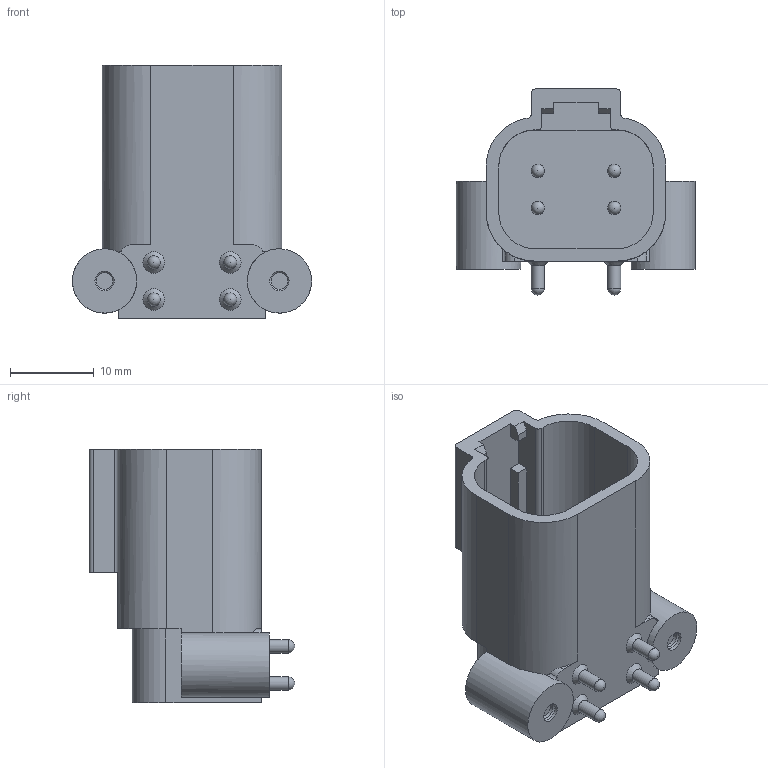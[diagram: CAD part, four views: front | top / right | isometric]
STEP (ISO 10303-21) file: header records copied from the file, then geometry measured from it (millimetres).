
FILE_DESCRIPTION(/* description */ ('STEP AP214'),/* implementation_level */ '2;1');
FILE_NAME(/* name */ 'ATF13-4P-BM11',/* time_stamp */ '2025-08-21T03:28:10+02:00',/* author */ ('License CC BY-ND 4.0'),/* organization */ ('CADENAS'),/* preprocessor_version */ 'ST-DEVELOPER v19.3',/* originating_system */ 'PARTsolutions',/* authorisation */ ' ');
FILE_SCHEMA (('AUTOMOTIVE_DESIGN {1 0 10303 214 3 1 1}'));
Length unit declared in the file: millimetre
Products named in the file (1): ATF13-4P-BM11
Bounding box: 28.49 x 24.5 x 30.2 mm (x, y, z)
Volume: 5724.8 mm3; surface area: 4560.5 mm2
Topology: 1 solids, 1 shells, 93 faces, 252 edges, 164 vertices
Faces by surface type: plane 45, cylinder 34, sphere 8, cone 6
Full cylindrical faces by diameter (mm): 1.57 x8, 1.96 x2, 2.3 x2, 7.66 x2
Entity records: 3340 total; most frequent: CARTESIAN_POINT 474, DIRECTION 464, ORIENTED_EDGE 420, EDGE_CURVE 210, AXIS2_PLACEMENT_3D 166, VERTEX_POINT 150, LINE 132, VECTOR 132
